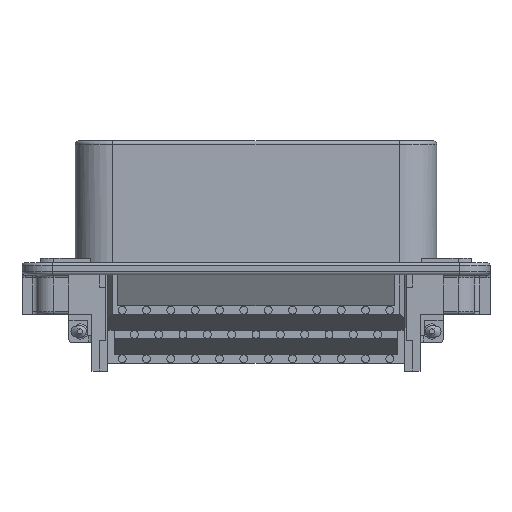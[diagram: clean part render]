
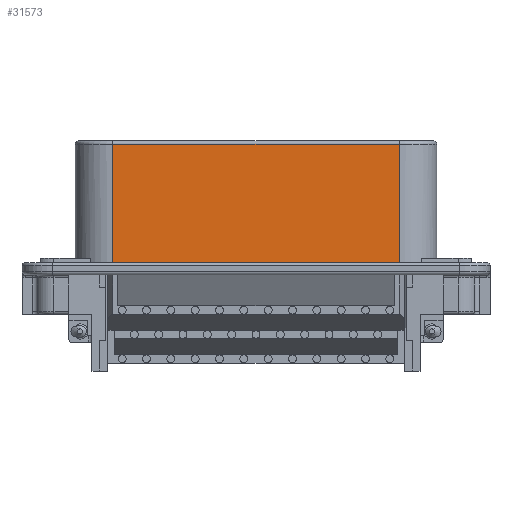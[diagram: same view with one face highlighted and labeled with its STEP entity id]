
A CAD part, front view. The second image highlights one B-rep face of the part: STEP entity #31573.
In plain terms, the highlighted planar face has unit normal (0, -1, 0).
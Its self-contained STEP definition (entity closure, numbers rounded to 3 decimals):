
#11367=DIRECTION('',(1.,0.,0.));
#11368=VECTOR('',#11367,47.);
#11369=CARTESIAN_POINT('',(-23.5,-11.8,-0.5));
#11370=LINE('',#11369,#11368);
#11371=DIRECTION('',(1.,0.,0.));
#11372=VECTOR('',#11371,47.);
#11373=CARTESIAN_POINT('',(-23.5,-11.8,-20.));
#11374=LINE('',#11373,#11372);
#11375=DIRECTION('',(0.,0.,-1.));
#11376=VECTOR('',#11375,19.5);
#11377=CARTESIAN_POINT('',(-23.5,-11.8,-0.5));
#11378=LINE('',#11377,#11376);
#11398=DIRECTION('',(0.,0.,-1.));
#11399=VECTOR('',#11398,19.5);
#11400=CARTESIAN_POINT('',(23.5,-11.8,-0.5));
#11401=LINE('',#11400,#11399);
#17930=CARTESIAN_POINT('',(-23.5,-11.8,-20.));
#17931=VERTEX_POINT('',#17930);
#17932=CARTESIAN_POINT('',(23.5,-11.8,-20.));
#17933=VERTEX_POINT('',#17932);
#18398=CARTESIAN_POINT('',(23.5,-11.8,-0.5));
#18399=VERTEX_POINT('',#18398);
#18402=CARTESIAN_POINT('',(-23.5,-11.8,-0.5));
#18403=VERTEX_POINT('',#18402);
#31561=CARTESIAN_POINT('',(-23.5,-11.8,0.));
#31562=DIRECTION('',(0.,-1.,0.));
#31563=DIRECTION('',(1.,0.,0.));
#31564=AXIS2_PLACEMENT_3D('',#31561,#31562,#31563);
#31565=PLANE('',#31564);
#31566=ORIENTED_EDGE('',*,*,#31110,.T.);
#31568=ORIENTED_EDGE('',*,*,#31567,.T.);
#31569=ORIENTED_EDGE('',*,*,#21913,.F.);
#31570=ORIENTED_EDGE('',*,*,#31551,.F.);
#31571=EDGE_LOOP('',(#31566,#31568,#31569,#31570));
#31572=FACE_OUTER_BOUND('',#31571,.F.);
#21913=EDGE_CURVE('',#17931,#17933,#11374,.T.);
#31110=EDGE_CURVE('',#18403,#18399,#11370,.T.);
#31551=EDGE_CURVE('',#18403,#17931,#11378,.T.);
#31567=EDGE_CURVE('',#18399,#17933,#11401,.T.);
#31573=ADVANCED_FACE('',(#31572),#31565,.T.);
